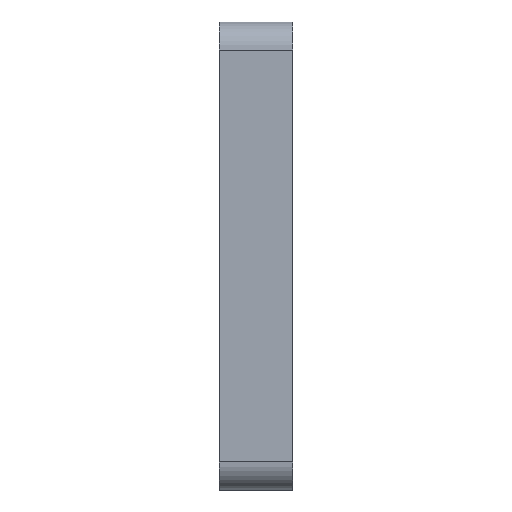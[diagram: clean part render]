
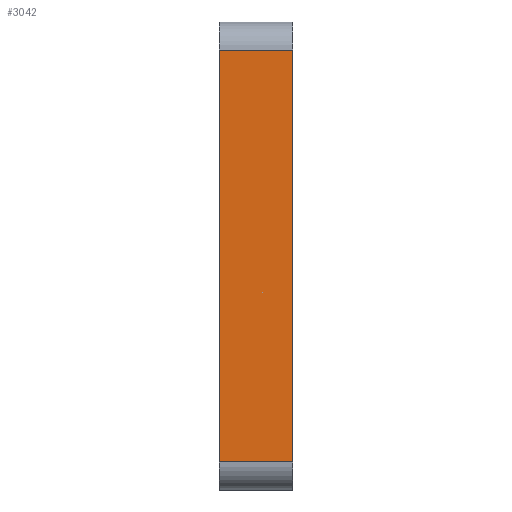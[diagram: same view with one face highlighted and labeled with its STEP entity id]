
A CAD part, left-side view. The second image highlights one B-rep face of the part: STEP entity #3042.
In plain terms, the highlighted planar face has unit normal (-1, 0, 0).
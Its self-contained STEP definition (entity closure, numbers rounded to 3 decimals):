
#534=FACE_OUTER_BOUND('',#713,.T.);
#713=EDGE_LOOP('',(#2800,#2801,#2802,#2803));
#904=LINE('',#6065,#1129);
#908=LINE('',#6090,#1133);
#921=LINE('',#6121,#1146);
#928=LINE('',#6141,#1153);
#1129=VECTOR('',#3399,10.);
#1133=VECTOR('',#3423,10.);
#1146=VECTOR('',#3444,10.);
#1153=VECTOR('',#3465,10.);
#1431=VERTEX_POINT('',#6061);
#1433=VERTEX_POINT('',#6064);
#1444=VERTEX_POINT('',#6088);
#1458=VERTEX_POINT('',#6119);
#1861=EDGE_CURVE('',#1431,#1433,#904,.T.);
#1873=EDGE_CURVE('',#1444,#1431,#908,.T.);
#1889=EDGE_CURVE('',#1458,#1444,#921,.T.);
#1900=EDGE_CURVE('',#1433,#1458,#928,.T.);
#2800=ORIENTED_EDGE('',*,*,#1873,.F.);
#2801=ORIENTED_EDGE('',*,*,#1889,.F.);
#2802=ORIENTED_EDGE('',*,*,#1900,.F.);
#2803=ORIENTED_EDGE('',*,*,#1861,.F.);
#2882=PLANE('',#3139);
#3042=ADVANCED_FACE('',(#534),#2882,.T.);
#3139=AXIS2_PLACEMENT_3D('',#6190,#3523,#3524);
#3399=DIRECTION('',(0.,0.,-1.));
#3423=DIRECTION('',(0.,-1.,0.));
#3444=DIRECTION('',(0.,0.,1.));
#3465=DIRECTION('',(0.,1.,0.));
#3523=DIRECTION('center_axis',(-1.,0.,0.));
#3524=DIRECTION('ref_axis',(0.,0.,1.));
#6061=CARTESIAN_POINT('',(-63.035,0.,40.673));
#6064=CARTESIAN_POINT('',(-63.035,0.,-32.327));
#6065=CARTESIAN_POINT('',(-63.035,0.,45.673));
#6088=CARTESIAN_POINT('',(-63.035,13.,40.673));
#6090=CARTESIAN_POINT('',(-63.035,0.,40.673));
#6119=CARTESIAN_POINT('',(-63.035,13.,-32.327));
#6121=CARTESIAN_POINT('',(-63.035,13.,45.673));
#6141=CARTESIAN_POINT('',(-63.035,0.,-32.327));
#6190=CARTESIAN_POINT('Origin',(-63.035,0.,-37.327));
